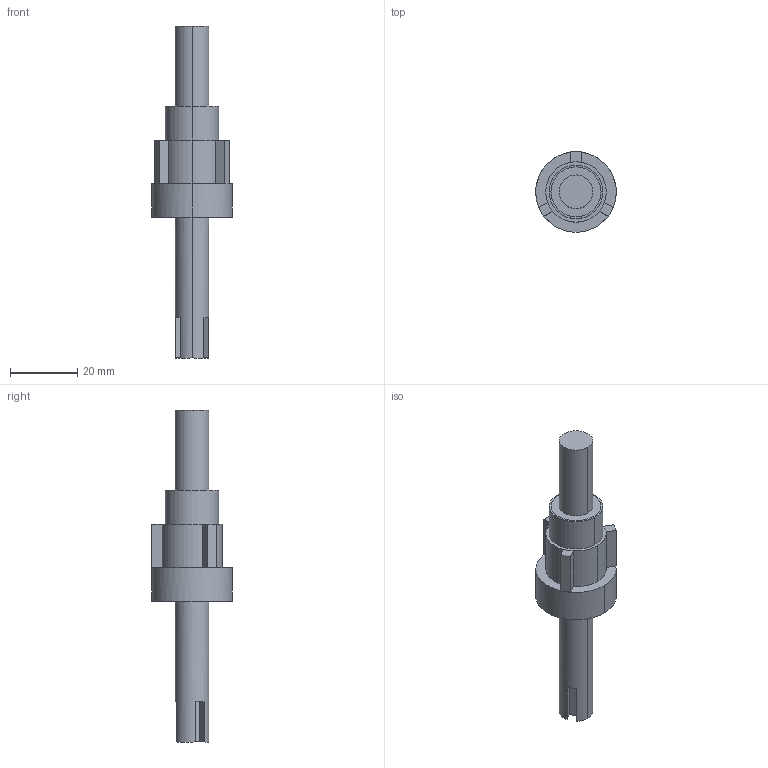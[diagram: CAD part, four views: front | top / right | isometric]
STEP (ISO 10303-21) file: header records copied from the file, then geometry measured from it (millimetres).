
FILE_DESCRIPTION(/* description */ ('VariCAD 2022-1.06 AP-214'),/* implementation_level */ '2;1');
FILE_NAME(/* name */ 'shaft.stp',/* time_stamp */ '2022-06-16T22:33:13-05:00',/* author */ (''),/* organization */ (''),/* preprocessor_version */ 'VariCAD 2022-1.06',/* originating_system */ 'VariCAD 2022-1.06; kernel version (20180118)',/* authorisation */ '');
FILE_SCHEMA(('AUTOMOTIVE_DESIGN'));
Length unit declared in the file: millimetre
Products named in the file (2): shaft
Assembly tree (1 placements, depth 2):
  shaft
    (unnamed)
Bounding box: 24 x 24 x 99 mm (x, y, z)
Volume: 15066.3 mm3; surface area: 5411.6 mm2
Topology: 1 solids, 1 shells, 51 faces, 122 edges, 77 vertices
Faces by surface type: plane 39, cylinder 12
Entity records: 1538 total; most frequent: CARTESIAN_POINT 274, DIRECTION 268, ORIENTED_EDGE 244, EDGE_CURVE 122, AXIS2_PLACEMENT_3D 95, LINE 78, VECTOR 78, VERTEX_POINT 77
